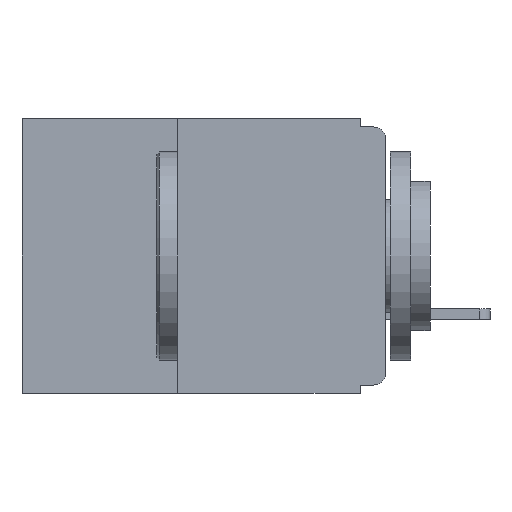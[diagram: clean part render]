
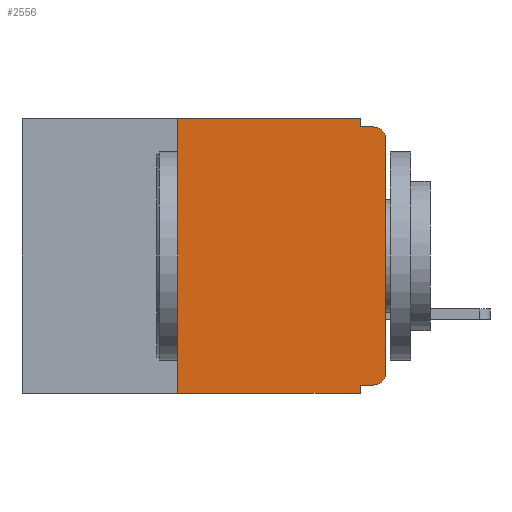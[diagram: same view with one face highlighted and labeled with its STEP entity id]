
A CAD part, left-side view. The second image highlights one B-rep face of the part: STEP entity #2556.
In plain terms, the highlighted planar face has unit normal (-1, 0, 0).
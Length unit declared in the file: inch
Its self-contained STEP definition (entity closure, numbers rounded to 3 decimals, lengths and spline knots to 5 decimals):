
#163 = CARTESIAN_POINT ( 'NONE',  ( 0., 0., -0.025 ) ) ;
#252 = LINE ( 'NONE', #18446, #13469 ) ;
#977 = CARTESIAN_POINT ( 'NONE',  ( 0., 0.031, 0. ) ) ;
#1241 = DIRECTION ( 'NONE',  ( 0., 1., 0. ) ) ;
#1674 = AXIS2_PLACEMENT_3D ( 'NONE', #13971, #4148, #15593 ) ;
#1822 = VERTEX_POINT ( 'NONE', #15076 ) ;
#2080 = EDGE_CURVE ( 'NONE', #6633, #16610, #7041, .T. ) ;
#2081 = DIRECTION ( 'NONE',  ( 0., 0., 1. ) ) ;
#2224 = VECTOR ( 'NONE', #1241, 39.37008 ) ;
#2546 = CARTESIAN_POINT ( 'NONE',  ( 0., 0.437, -0.33 ) ) ;
#2556 = ADVANCED_FACE ( 'NONE', ( #10839 ), #4254, .F. ) ;
#3347 = CARTESIAN_POINT ( 'NONE',  ( 0., 0.031, -0.33 ) ) ;
#3873 = ORIENTED_EDGE ( 'NONE', *, *, #10789, .T. ) ;
#3961 = ORIENTED_EDGE ( 'NONE', *, *, #2080, .F. ) ;
#4148 = DIRECTION ( 'NONE',  ( -1., 0., 0. ) ) ;
#4254 = PLANE ( 'NONE',  #4859 ) ;
#4668 = LINE ( 'NONE', #2546, #20942 ) ;
#4859 = AXIS2_PLACEMENT_3D ( 'NONE', #14117, #14547, #14167 ) ;
#5008 = VECTOR ( 'NONE', #20301, 39.37008 ) ;
#5133 = VECTOR ( 'NONE', #2081, 39.37008 ) ;
#5751 = CARTESIAN_POINT ( 'NONE',  ( 0., 0.031, -0.32 ) ) ;
#5930 = DIRECTION ( 'NONE',  ( 0., -1., 0. ) ) ;
#6272 = VERTEX_POINT ( 'NONE', #163 ) ;
#6633 = VERTEX_POINT ( 'NONE', #19167 ) ;
#6637 = VERTEX_POINT ( 'NONE', #19097 ) ;
#6664 = EDGE_CURVE ( 'NONE', #14379, #8754, #252, .T. ) ;
#7041 = LINE ( 'NONE', #20275, #19508 ) ;
#7119 = ORIENTED_EDGE ( 'NONE', *, *, #7759, .F. ) ;
#7759 = EDGE_CURVE ( 'NONE', #18802, #10264, #18017, .T. ) ;
#7885 = DIRECTION ( 'NONE',  ( 0., 0., 1. ) ) ;
#8023 = CARTESIAN_POINT ( 'NONE',  ( 0., 0.25, -0.33 ) ) ;
#8071 = ORIENTED_EDGE ( 'NONE', *, *, #12729, .T. ) ;
#8357 = CARTESIAN_POINT ( 'NONE',  ( 0., 0.25, 0. ) ) ;
#8754 = VERTEX_POINT ( 'NONE', #3347 ) ;
#9150 = CARTESIAN_POINT ( 'NONE',  ( 0., 0.015, -0.305 ) ) ;
#9333 = ORIENTED_EDGE ( 'NONE', *, *, #6664, .F. ) ;
#9420 = LINE ( 'NONE', #18465, #5133 ) ;
#9498 = EDGE_CURVE ( 'NONE', #10264, #6633, #16816, .T. ) ;
#10264 = VERTEX_POINT ( 'NONE', #977 ) ;
#10557 = ORIENTED_EDGE ( 'NONE', *, *, #15571, .T. ) ;
#10789 = EDGE_CURVE ( 'NONE', #6272, #16610, #20014, .T. ) ;
#10824 = DIRECTION ( 'NONE',  ( 0., 0., -1. ) ) ;
#10839 = FACE_OUTER_BOUND ( 'NONE', #19533, .T. ) ;
#11027 = LINE ( 'NONE', #11110, #2224 ) ;
#11110 = CARTESIAN_POINT ( 'NONE',  ( 0., 0., -0.32 ) ) ;
#11463 = VECTOR ( 'NONE', #15439, 39.37008 ) ;
#11992 = CARTESIAN_POINT ( 'NONE',  ( 0., 0.015, -0.01 ) ) ;
#12476 = DIRECTION ( 'NONE',  ( 0., -1., 0. ) ) ;
#12697 = AXIS2_PLACEMENT_3D ( 'NONE', #9150, #20530, #10824 ) ;
#12729 = EDGE_CURVE ( 'NONE', #1822, #6272, #21185, .T. ) ;
#13112 = ORIENTED_EDGE ( 'NONE', *, *, #13221, .T. ) ;
#13197 = ORIENTED_EDGE ( 'NONE', *, *, #13965, .F. ) ;
#13221 = EDGE_CURVE ( 'NONE', #20423, #8754, #4668, .T. ) ;
#13469 = VECTOR ( 'NONE', #18429, 39.37008 ) ;
#13880 = CARTESIAN_POINT ( 'NONE',  ( 0., 0.437, 0. ) ) ;
#13884 = CARTESIAN_POINT ( 'NONE',  ( 0., 0.031, 0. ) ) ;
#13965 = EDGE_CURVE ( 'NONE', #6637, #14379, #11027, .T. ) ;
#13971 = CARTESIAN_POINT ( 'NONE',  ( 0., 0.015, -0.025 ) ) ;
#14117 = CARTESIAN_POINT ( 'NONE',  ( 0., 0.437, 0. ) ) ;
#14167 = DIRECTION ( 'NONE',  ( 0., 0., -1. ) ) ;
#14379 = VERTEX_POINT ( 'NONE', #5751 ) ;
#14547 = DIRECTION ( 'NONE',  ( 1., 0., 0. ) ) ;
#15070 = CIRCLE ( 'NONE', #12697, 0.015 ) ;
#15076 = CARTESIAN_POINT ( 'NONE',  ( 0., 0., -0.305 ) ) ;
#15402 = EDGE_CURVE ( 'NONE', #20423, #18802, #9420, .T. ) ;
#15439 = DIRECTION ( 'NONE',  ( 0., 0., -1. ) ) ;
#15571 = EDGE_CURVE ( 'NONE', #6637, #1822, #15070, .T. ) ;
#15593 = DIRECTION ( 'NONE',  ( 0., 0., -1. ) ) ;
#16610 = VERTEX_POINT ( 'NONE', #11992 ) ;
#16816 = LINE ( 'NONE', #13884, #11463 ) ;
#16918 = VECTOR ( 'NONE', #7885, 39.37008 ) ;
#18017 = LINE ( 'NONE', #13880, #5008 ) ;
#18429 = DIRECTION ( 'NONE',  ( 0., 0., -1. ) ) ;
#18446 = CARTESIAN_POINT ( 'NONE',  ( 0., 0.031, -0.33 ) ) ;
#18465 = CARTESIAN_POINT ( 'NONE',  ( 0., 0.25, -0.33 ) ) ;
#18802 = VERTEX_POINT ( 'NONE', #8357 ) ;
#19070 = ORIENTED_EDGE ( 'NONE', *, *, #15402, .F. ) ;
#19097 = CARTESIAN_POINT ( 'NONE',  ( 0., 0.015, -0.32 ) ) ;
#19167 = CARTESIAN_POINT ( 'NONE',  ( 0., 0.031, -0.01 ) ) ;
#19508 = VECTOR ( 'NONE', #12476, 39.37008 ) ;
#19533 = EDGE_LOOP ( 'NONE', ( #8071, #3873, #3961, #20784, #7119, #19070, #13112, #9333, #13197, #10557 ) ) ;
#20014 = CIRCLE ( 'NONE', #1674, 0.015 ) ;
#20275 = CARTESIAN_POINT ( 'NONE',  ( 0., 0., -0.01 ) ) ;
#20301 = DIRECTION ( 'NONE',  ( 0., -1., 0. ) ) ;
#20423 = VERTEX_POINT ( 'NONE', #8023 ) ;
#20530 = DIRECTION ( 'NONE',  ( -1., 0., 0. ) ) ;
#20784 = ORIENTED_EDGE ( 'NONE', *, *, #9498, .F. ) ;
#20875 = CARTESIAN_POINT ( 'NONE',  ( 0., 0., 0. ) ) ;
#20942 = VECTOR ( 'NONE', #5930, 39.37008 ) ;
#21185 = LINE ( 'NONE', #20875, #16918 ) ;
